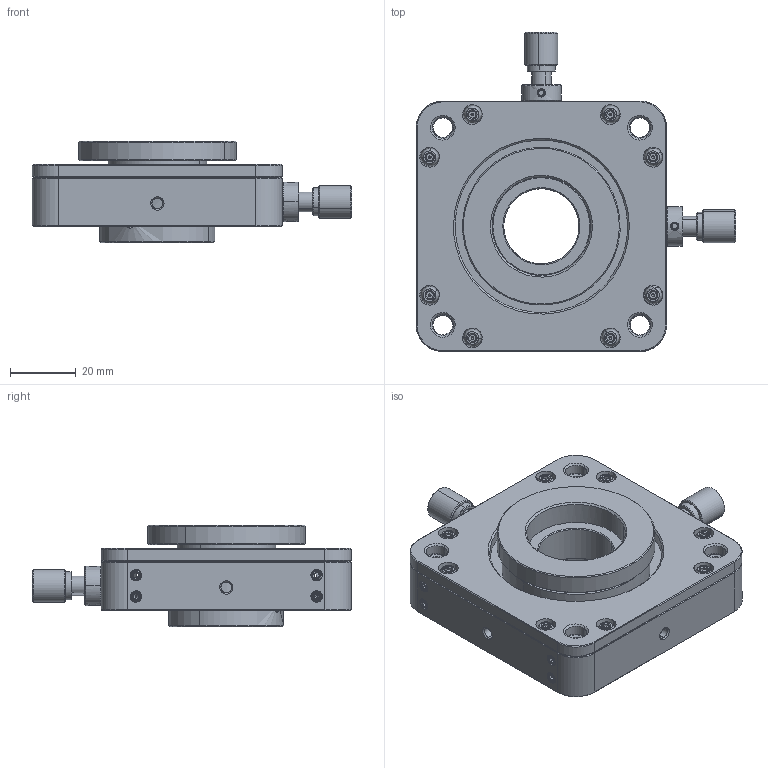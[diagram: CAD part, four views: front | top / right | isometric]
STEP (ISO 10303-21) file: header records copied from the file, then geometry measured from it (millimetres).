
FILE_DESCRIPTION (( 'STEP AP203' ), '1' );
FILE_NAME ('1.STEP', '2021-11-16T01:11:09', ( '' ), ( '' ), 'SwSTEP 2.0', 'SolidWorks 2020', '' );
FILE_SCHEMA (( 'CONFIG_CONTROL_DESIGN' ));
Length unit declared in the file: millimetre
Products named in the file (1): 1
Bounding box: 97.28 x 97.1 x 31 mm (x, y, z)
Surface area: 32612.9 mm2 (no closed solid volume)
Topology: 0 solids, 23 shells, 567 faces, 1495 edges, 946 vertices
Faces by surface type: bspline 567
Entity records: 25977 total; most frequent: CARTESIAN_POINT 17702, ORIENTED_EDGE 2584, EDGE_CURVE 1455, B_SPLINE_CURVE_WITH_KNOTS 1085, VERTEX_POINT 946, EDGE_LOOP 666, FACE_OUTER_BOUND 567, ADVANCED_FACE 567
